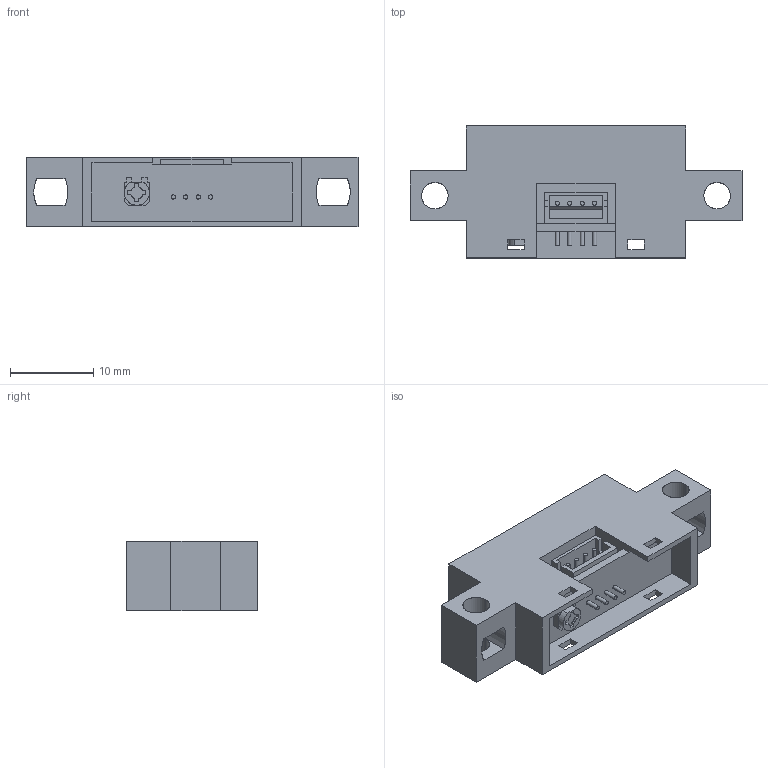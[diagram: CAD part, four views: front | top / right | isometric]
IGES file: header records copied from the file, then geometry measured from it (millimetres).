
Start section: OSMC1.0    IGES FILE using analytic representation for surfaces
Global section: file name: B5W_LB2101_1.igs; native system: SolidWorks 2001Plus by SolidWorks Corporation; preprocessor: Version 5.3; author: sakane; date: 190320.132906; units: millimetre
Bounding box: 40 x 15.9 x 8.4 mm (x, y, z)
Surface area: 2588.1 mm2 (no closed solid volume)
Topology: 0 solids, 0 shells, 143 faces, 1323 edges, 1323 vertices
Faces by surface type: bspline 110, revolution 33
